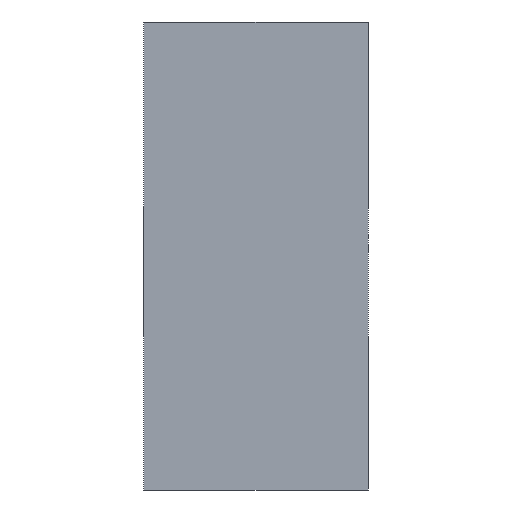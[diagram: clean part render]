
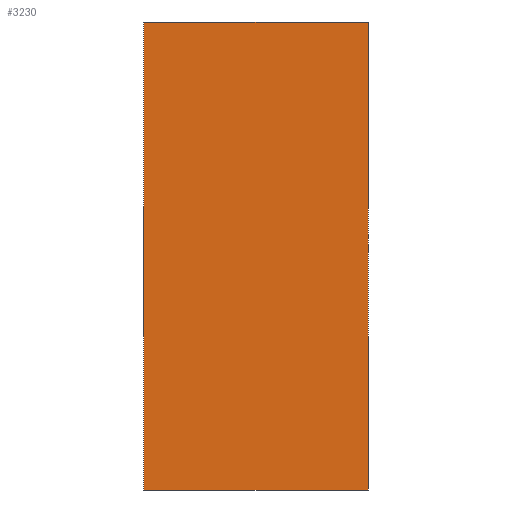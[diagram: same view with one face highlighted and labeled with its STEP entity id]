
A CAD part, front view. The second image highlights one B-rep face of the part: STEP entity #3230.
In plain terms, the highlighted planar face has unit normal (0, -1, 0).
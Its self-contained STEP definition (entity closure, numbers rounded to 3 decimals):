
#1605=DIRECTION('',(1.,0.,0.));
#1606=VECTOR('',#1605,8.);
#1607=CARTESIAN_POINT('',(-4.,-0.3,8.335));
#1608=LINE('',#1607,#1606);
#1612=DIRECTION('',(0.,0.,-1.));
#1613=VECTOR('',#1612,16.67);
#1614=CARTESIAN_POINT('',(4.,-0.3,8.335));
#1615=LINE('',#1614,#1613);
#1619=DIRECTION('',(-1.,0.,0.));
#1620=VECTOR('',#1619,8.);
#1621=CARTESIAN_POINT('',(4.,-0.3,-8.335));
#1622=LINE('',#1621,#1620);
#1626=DIRECTION('',(0.,0.,1.));
#1627=VECTOR('',#1626,16.67);
#1628=CARTESIAN_POINT('',(-4.,-0.3,-8.335));
#1629=LINE('',#1628,#1627);
#1655=CARTESIAN_POINT('',(-4.,-0.3,8.335));
#1656=CARTESIAN_POINT('',(4.,-0.3,8.335));
#1657=VERTEX_POINT('',#1655);
#1658=VERTEX_POINT('',#1656);
#1659=CARTESIAN_POINT('',(4.,-0.3,-8.335));
#1660=VERTEX_POINT('',#1659);
#1661=CARTESIAN_POINT('',(-4.,-0.3,-8.335));
#1662=VERTEX_POINT('',#1661);
#3219=CARTESIAN_POINT('',(0.,-0.3,0.));
#3220=DIRECTION('',(0.,1.,0.));
#3221=DIRECTION('',(0.,0.,-1.));
#3222=AXIS2_PLACEMENT_3D('',#3219,#3220,#3221);
#3223=PLANE('',#3222);
#3224=ORIENTED_EDGE('',*,*,#3075,.T.);
#3225=ORIENTED_EDGE('',*,*,#3098,.T.);
#3226=ORIENTED_EDGE('',*,*,#3121,.T.);
#3227=ORIENTED_EDGE('',*,*,#3213,.T.);
#3228=EDGE_LOOP('',(#3224,#3225,#3226,#3227));
#3229=FACE_OUTER_BOUND('',#3228,.F.);
#3075=EDGE_CURVE('',#1657,#1658,#1608,.T.);
#3098=EDGE_CURVE('',#1658,#1660,#1615,.T.);
#3121=EDGE_CURVE('',#1660,#1662,#1622,.T.);
#3213=EDGE_CURVE('',#1662,#1657,#1629,.T.);
#3230=ADVANCED_FACE('',(#3229),#3223,.F.);
